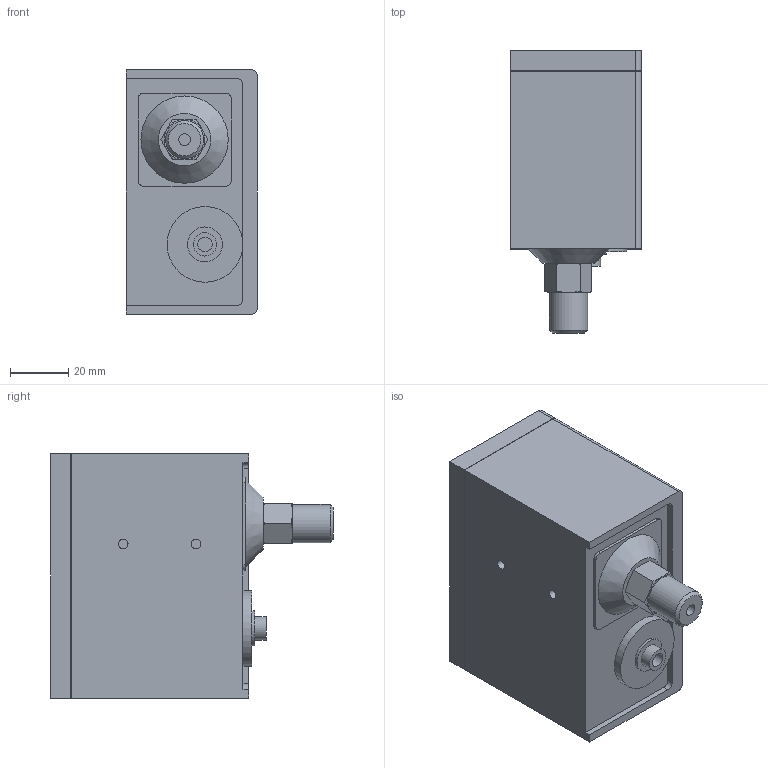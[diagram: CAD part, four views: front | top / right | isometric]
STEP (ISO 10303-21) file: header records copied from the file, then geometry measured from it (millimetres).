
FILE_DESCRIPTION(/* description */ ('РД-2Р-мод35-G1_4'),/* implementation_level */ '2;1');
FILE_NAME(/* name */ 'РД-2Р-мод35-G1_4.stp',/* time_stamp */ '2023-02-15T09:48:27+03:00',/* author */ ('Tech'),/* organization */ (''),/* preprocessor_version */ 'ST-DEVELOPER v18.1',/* originating_system */ 'Autodesk Inventor 2021',/* authorisation */ '');
FILE_SCHEMA (('AUTOMOTIVE_DESIGN { 1 0 10303 214 3 1 1 }'));
Length unit declared in the file: millimetre
Products named in the file (1): РД-2Р-мод35-G
1_4
Bounding box: 45.1 x 97 x 84 mm (x, y, z)
Volume: 259595.5 mm3; surface area: 27280.5 mm2
Topology: 1 solids, 1 shells, 145 faces, 373 edges, 253 vertices
Faces by surface type: plane 104, cylinder 31, cone 10
Full cylindrical faces by diameter (mm): 2.067 x1, 3.242 x2, 4 x1, 4.092 x1, 5 x1, 8 x1, 12 x1, 13.157 x1, 26 x1
Entity records: 4450 total; most frequent: CARTESIAN_POINT 813, ORIENTED_EDGE 748, DIRECTION 737, EDGE_CURVE 374, LINE 263, VECTOR 263, VERTEX_POINT 253, AXIS2_PLACEMENT_3D 237
